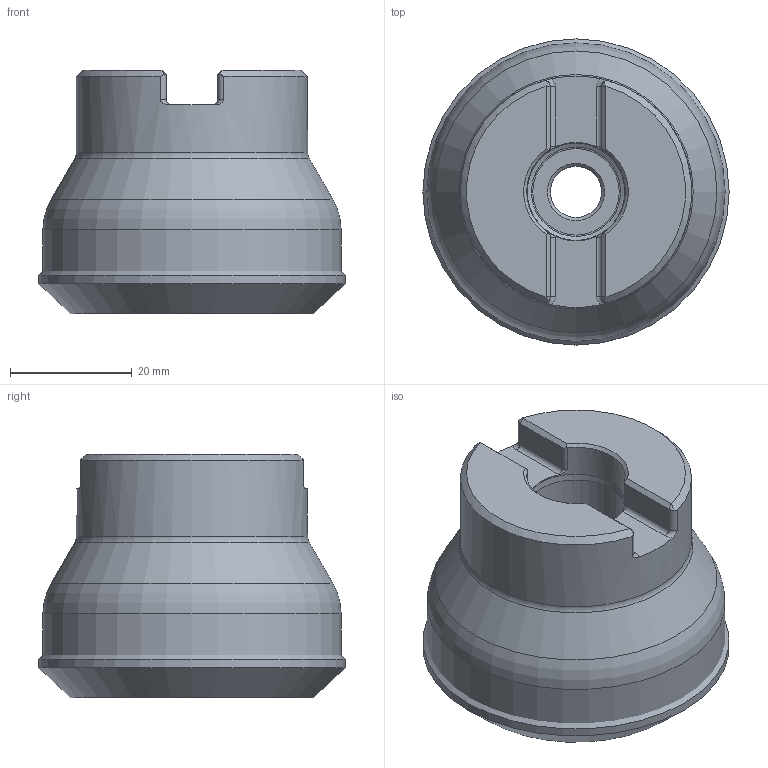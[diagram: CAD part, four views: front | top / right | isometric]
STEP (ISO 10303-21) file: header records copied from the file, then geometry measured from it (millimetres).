
FILE_DESCRIPTION(/* description */ (''),/* implementation_level */ '2;1');
FILE_NAME(/* name */ '40A04R_S45SE09F_C_115009776ndi000_00_SIM.stp',/* time_stamp */ '2020-01-06T13:05:27+01:00',/* author */ (''),/* organization */ (''),/* preprocessor_version */ 'ST-DEVELOPER v16.7',/* originating_system */ 'SIEMENS PLM Software NX 12.0',/* authorisation */ '');
FILE_SCHEMA (('AUTOMOTIVE_DESIGN { 1 0 10303 214 3 1 1 1 }'));
Length unit declared in the file: millimetre
Products named in the file (1): wq7008209EF0opqe
Bounding box: 50.32 x 50.32 x 40 mm (x, y, z)
Volume: 56394.9 mm3; surface area: 14015.3 mm2
Topology: 2 solids, 2 shells, 79 faces, 188 edges, 115 vertices
Faces by surface type: cylinder 24, plane 18, cone 16, torus 15, revolution 6
Full cylindrical faces by diameter (mm): 8.4 x1, 14.1 x1, 16.005 x1, 16.2 x1, 38 x1, 49 x1
Entity records: 2319 total; most frequent: CARTESIAN_POINT 588, DIRECTION 366, ORIENTED_EDGE 308, AXIS2_PLACEMENT_3D 160, EDGE_CURVE 154, EDGE_LOOP 112, VERTEX_POINT 108, ADVANCED_FACE 79
